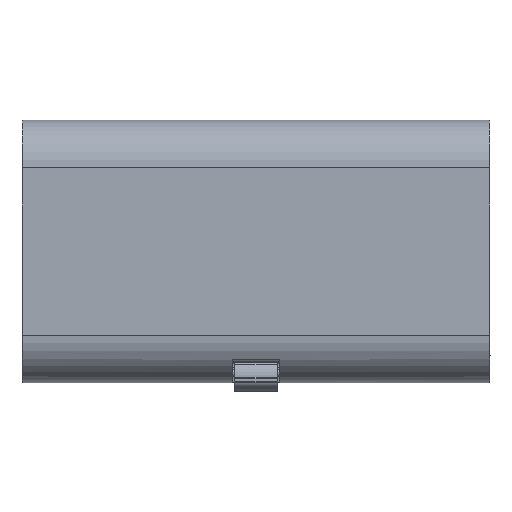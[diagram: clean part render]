
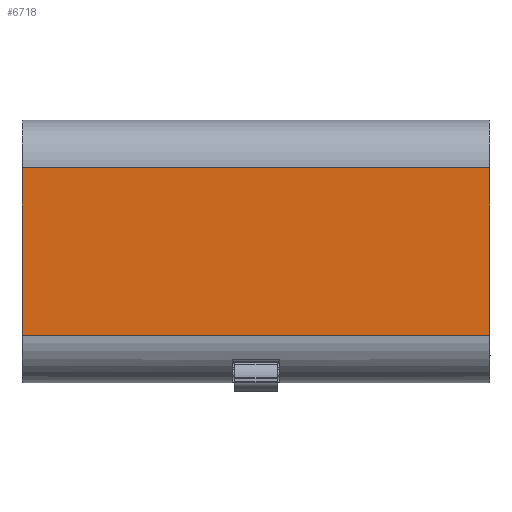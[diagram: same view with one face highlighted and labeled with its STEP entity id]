
A CAD part, front view. The second image highlights one B-rep face of the part: STEP entity #6718.
In plain terms, the highlighted planar face has unit normal (0, -1, 0).
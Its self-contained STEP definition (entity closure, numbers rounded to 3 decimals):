
#832=FACE_OUTER_BOUND('',#1213,.T.);
#1213=EDGE_LOOP('',(#6125,#6126,#6127,#6128));
#1883=LINE('',#12525,#2569);
#1892=LINE('',#12773,#2578);
#1896=LINE('',#12837,#2582);
#1898=LINE('',#12841,#2584);
#2569=VECTOR('',#8984,10.);
#2578=VECTOR('',#9009,10.);
#2582=VECTOR('',#9017,10.);
#2584=VECTOR('',#9023,10.);
#3209=VERTEX_POINT('',#12522);
#3210=VERTEX_POINT('',#12524);
#3224=VERTEX_POINT('',#12770);
#3225=VERTEX_POINT('',#12772);
#4160=EDGE_CURVE('',#3210,#3209,#1883,.T.);
#4183=EDGE_CURVE('',#3224,#3225,#1892,.T.);
#4191=EDGE_CURVE('',#3210,#3224,#1896,.T.);
#4193=EDGE_CURVE('',#3225,#3209,#1898,.T.);
#6125=ORIENTED_EDGE('',*,*,#4191,.F.);
#6126=ORIENTED_EDGE('',*,*,#4160,.T.);
#6127=ORIENTED_EDGE('',*,*,#4193,.F.);
#6128=ORIENTED_EDGE('',*,*,#4183,.F.);
#6365=PLANE('',#7292);
#6718=ADVANCED_FACE('',(#832),#6365,.T.);
#7292=AXIS2_PLACEMENT_3D('',#12885,#9029,#9030);
#8984=DIRECTION('',(0.,0.,1.));
#9009=DIRECTION('',(0.,0.,1.));
#9017=DIRECTION('',(-1.,0.,0.));
#9023=DIRECTION('',(1.,0.,0.));
#9029=DIRECTION('center_axis',(0.,-1.,0.));
#9030=DIRECTION('ref_axis',(1.,0.,0.));
#12522=CARTESIAN_POINT('',(85.262,-106.652,35.));
#12524=CARTESIAN_POINT('',(85.262,-106.652,-35.));
#12525=CARTESIAN_POINT('',(85.262,-106.652,0.));
#12770=CARTESIAN_POINT('',(-110.738,-106.652,-35.));
#12772=CARTESIAN_POINT('',(-110.738,-106.652,35.));
#12773=CARTESIAN_POINT('',(-110.738,-106.652,0.));
#12837=CARTESIAN_POINT('',(-61.738,-106.652,-35.));
#12841=CARTESIAN_POINT('',(-61.738,-106.652,35.));
#12885=CARTESIAN_POINT('Origin',(-110.738,-106.652,0.));
